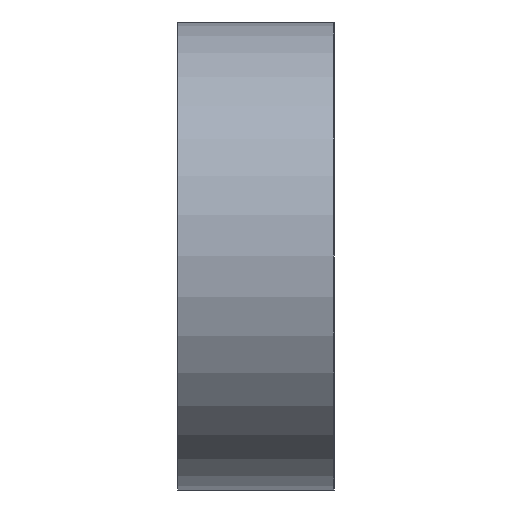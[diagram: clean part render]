
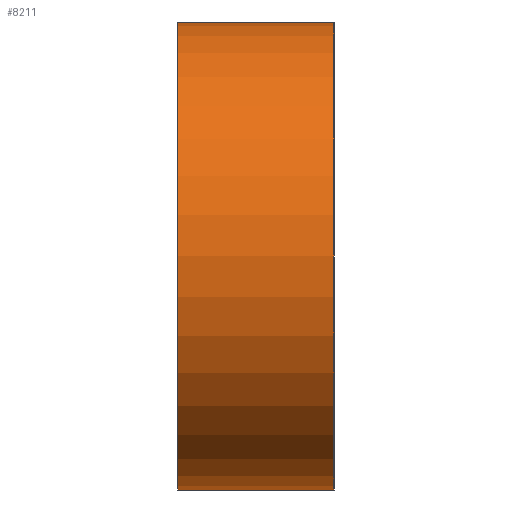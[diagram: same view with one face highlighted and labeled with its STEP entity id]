
A CAD part, left-side view. The second image highlights one B-rep face of the part: STEP entity #8211.
In plain terms, the highlighted cylindrical face has radius 38.1 mm (diameter 76.2 mm), a partial arc.
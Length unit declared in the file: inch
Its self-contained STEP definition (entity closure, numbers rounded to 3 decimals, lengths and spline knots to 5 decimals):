
#262 = CARTESIAN_POINT ( 'NONE',  ( -9.55006, 0., 1.5 ) ) ;
#2198 = DIRECTION ( 'NONE',  ( 0., 1., 0. ) ) ;
#4467 = VERTEX_POINT ( 'NONE', #10687 ) ;
#4492 = CARTESIAN_POINT ( 'NONE',  ( -9.55006, 0., 0. ) ) ;
#4688 = FACE_OUTER_BOUND ( 'NONE', #22891, .T. ) ;
#5104 = DIRECTION ( 'NONE',  ( 0., -1., 0. ) ) ;
#5112 = EDGE_CURVE ( 'NONE', #8534, #4467, #13565, .T. ) ;
#6288 = AXIS2_PLACEMENT_3D ( 'NONE', #16549, #23875, #20159 ) ;
#6327 = DIRECTION ( 'NONE',  ( 0., 0., 1. ) ) ;
#6768 = ORIENTED_EDGE ( 'NONE', *, *, #15029, .F. ) ;
#8211 = ADVANCED_FACE ( 'NONE', ( #4688 ), #8985, .T. ) ;
#8534 = VERTEX_POINT ( 'NONE', #13814 ) ;
#8985 = CYLINDRICAL_SURFACE ( 'NONE', #6288, 1.5 ) ;
#10004 = EDGE_CURVE ( 'NONE', #8534, #14269, #11059, .T. ) ;
#10562 = CARTESIAN_POINT ( 'NONE',  ( -9.55006, 1., 1.5 ) ) ;
#10687 = CARTESIAN_POINT ( 'NONE',  ( -9.55006, 0., -1.5 ) ) ;
#11059 = CIRCLE ( 'NONE', #18341, 1.5 ) ;
#12418 = VECTOR ( 'NONE', #15960, 39.37008 ) ;
#12474 = ORIENTED_EDGE ( 'NONE', *, *, #10004, .F. ) ;
#13170 = CARTESIAN_POINT ( 'NONE',  ( -9.55006, 1., 0. ) ) ;
#13565 = LINE ( 'NONE', #14117, #12418 ) ;
#13739 = CARTESIAN_POINT ( 'NONE',  ( -9.55006, 1., 1.5 ) ) ;
#13814 = CARTESIAN_POINT ( 'NONE',  ( -9.55006, 1., -1.5 ) ) ;
#14117 = CARTESIAN_POINT ( 'NONE',  ( -9.55006, 1., -1.5 ) ) ;
#14269 = VERTEX_POINT ( 'NONE', #13739 ) ;
#15029 = EDGE_CURVE ( 'NONE', #14269, #16312, #23542, .T. ) ;
#15041 = DIRECTION ( 'NONE',  ( 0., 0., 1. ) ) ;
#15960 = DIRECTION ( 'NONE',  ( 0., -1., 0. ) ) ;
#16312 = VERTEX_POINT ( 'NONE', #262 ) ;
#16549 = CARTESIAN_POINT ( 'NONE',  ( -9.55006, 1., 0. ) ) ;
#17342 = DIRECTION ( 'NONE',  ( 0., 1., 0. ) ) ;
#18341 = AXIS2_PLACEMENT_3D ( 'NONE', #13170, #2198, #15041 ) ;
#18657 = VECTOR ( 'NONE', #5104, 39.37008 ) ;
#20120 = EDGE_CURVE ( 'NONE', #4467, #16312, #20628, .T. ) ;
#20159 = DIRECTION ( 'NONE',  ( 0., 0., -1. ) ) ;
#20628 = CIRCLE ( 'NONE', #23791, 1.5 ) ;
#21836 = ORIENTED_EDGE ( 'NONE', *, *, #5112, .T. ) ;
#22891 = EDGE_LOOP ( 'NONE', ( #23170, #6768, #12474, #21836 ) ) ;
#23170 = ORIENTED_EDGE ( 'NONE', *, *, #20120, .T. ) ;
#23542 = LINE ( 'NONE', #10562, #18657 ) ;
#23791 = AXIS2_PLACEMENT_3D ( 'NONE', #4492, #17342, #6327 ) ;
#23875 = DIRECTION ( 'NONE',  ( 0., -1., 0. ) ) ;
